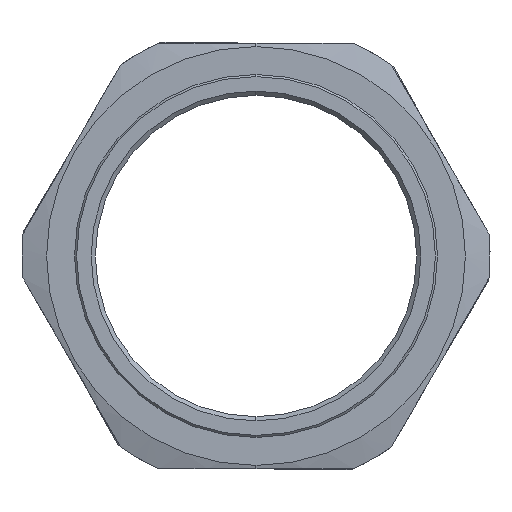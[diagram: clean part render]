
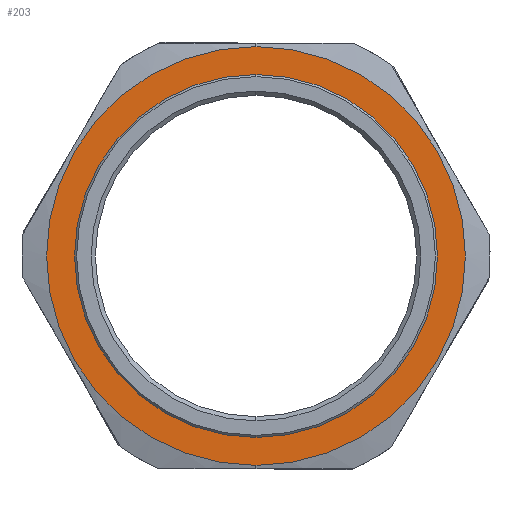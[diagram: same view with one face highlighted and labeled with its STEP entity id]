
A CAD part, left-side view. The second image highlights one B-rep face of the part: STEP entity #203.
In plain terms, the highlighted planar face has unit normal (-1, 0, 0).
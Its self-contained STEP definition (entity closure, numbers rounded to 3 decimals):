
#18 = DIRECTION ( 'NONE',  ( 1., 0., 0. ) ) ;
#35 = FACE_BOUND ( 'NONE', #1046, .T. ) ;
#203 = ADVANCED_FACE ( 'NONE', ( #3110, #35 ), #375, .F. ) ;
#375 = PLANE ( 'NONE',  #406 ) ;
#406 = AXIS2_PLACEMENT_3D ( 'NONE', #1114, #726, #441 ) ;
#441 = DIRECTION ( 'NONE',  ( 0., 0., -1. ) ) ;
#707 = CARTESIAN_POINT ( 'NONE',  ( 24.3, 0., 0. ) ) ;
#726 = DIRECTION ( 'NONE',  ( 1., 0., 0. ) ) ;
#802 = EDGE_LOOP ( 'NONE', ( #971, #4697 ) ) ;
#841 = VERTEX_POINT ( 'NONE', #3880 ) ;
#971 = ORIENTED_EDGE ( 'NONE', *, *, #1024, .F. ) ;
#1009 = CARTESIAN_POINT ( 'NONE',  ( 24.3, 0., 0. ) ) ;
#1024 = EDGE_CURVE ( 'NONE', #2943, #3061, #1322, .T. ) ;
#1046 = EDGE_LOOP ( 'NONE', ( #1499, #2080 ) ) ;
#1114 = CARTESIAN_POINT ( 'NONE',  ( 24.3, 65., 0. ) ) ;
#1153 = AXIS2_PLACEMENT_3D ( 'NONE', #4011, #4347, #3977 ) ;
#1322 = CIRCLE ( 'NONE', #4438, 75. ) ;
#1499 = ORIENTED_EDGE ( 'NONE', *, *, #2715, .T. ) ;
#1508 = CARTESIAN_POINT ( 'NONE',  ( 24.3, 0., -75. ) ) ;
#1602 = AXIS2_PLACEMENT_3D ( 'NONE', #707, #3262, #2919 ) ;
#1723 = DIRECTION ( 'NONE',  ( 0., 0., -1. ) ) ;
#2065 = VERTEX_POINT ( 'NONE', #3008 ) ;
#2080 = ORIENTED_EDGE ( 'NONE', *, *, #3542, .T. ) ;
#2293 = CIRCLE ( 'NONE', #1153, 65. ) ;
#2657 = CIRCLE ( 'NONE', #1602, 65. ) ;
#2715 = EDGE_CURVE ( 'NONE', #2065, #841, #2657, .T. ) ;
#2798 = AXIS2_PLACEMENT_3D ( 'NONE', #2928, #18, #2881 ) ;
#2825 = CARTESIAN_POINT ( 'NONE',  ( 24.3, 0., 75. ) ) ;
#2881 = DIRECTION ( 'NONE',  ( 0., 0., -1. ) ) ;
#2919 = DIRECTION ( 'NONE',  ( 0., 0., -1. ) ) ;
#2928 = CARTESIAN_POINT ( 'NONE',  ( 24.3, 0., 0. ) ) ;
#2943 = VERTEX_POINT ( 'NONE', #1508 ) ;
#3008 = CARTESIAN_POINT ( 'NONE',  ( 24.3, 0., -65. ) ) ;
#3061 = VERTEX_POINT ( 'NONE', #2825 ) ;
#3110 = FACE_OUTER_BOUND ( 'NONE', #802, .T. ) ;
#3262 = DIRECTION ( 'NONE',  ( 1., 0., 0. ) ) ;
#3542 = EDGE_CURVE ( 'NONE', #841, #2065, #2293, .T. ) ;
#3880 = CARTESIAN_POINT ( 'NONE',  ( 24.3, 0., 65. ) ) ;
#3895 = DIRECTION ( 'NONE',  ( 1., 0., 0. ) ) ;
#3977 = DIRECTION ( 'NONE',  ( 0., 0., -1. ) ) ;
#4011 = CARTESIAN_POINT ( 'NONE',  ( 24.3, 0., 0. ) ) ;
#4347 = DIRECTION ( 'NONE',  ( 1., 0., 0. ) ) ;
#4438 = AXIS2_PLACEMENT_3D ( 'NONE', #1009, #3895, #1723 ) ;
#4622 = EDGE_CURVE ( 'NONE', #3061, #2943, #4686, .T. ) ;
#4686 = CIRCLE ( 'NONE', #2798, 75. ) ;
#4697 = ORIENTED_EDGE ( 'NONE', *, *, #4622, .F. ) ;
